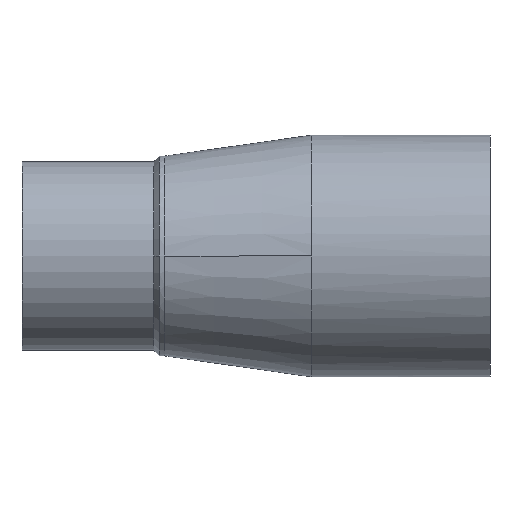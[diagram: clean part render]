
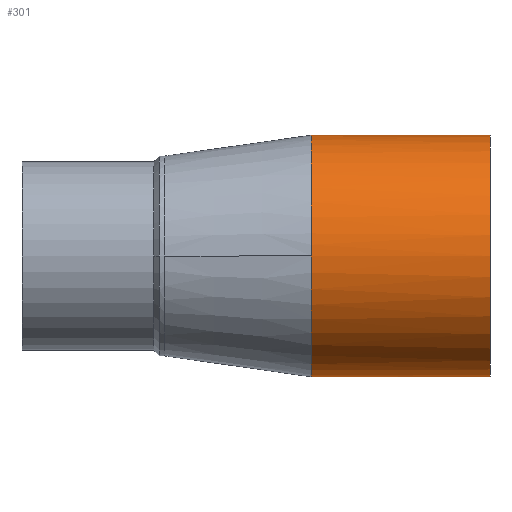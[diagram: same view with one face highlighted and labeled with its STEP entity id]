
A CAD part, front view. The second image highlights one B-rep face of the part: STEP entity #301.
In plain terms, the highlighted cylindrical face has radius 80 mm (diameter 160 mm), a partial arc.
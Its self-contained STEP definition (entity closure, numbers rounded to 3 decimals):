
#139 = VERTEX_POINT( '', #354 );
#159 = EDGE_CURVE( '', #261, #213, #376, .T. );
#175 = EDGE_CURVE( '', #205, #261, #394, .T. );
#195 = EDGE_CURVE( '', #311, #205, #416, .T. );
#197 = EDGE_CURVE( '', #139, #311, #418, .T. );
#205 = VERTEX_POINT( '', #426 );
#213 = VERTEX_POINT( '', #434 );
#261 = VERTEX_POINT( '', #487 );
#291 = EDGE_CURVE( '', #213, #139, #522, .T. );
#301 = ADVANCED_FACE( '', ( #533 ), #534, .T. );
#311 = VERTEX_POINT( '', #545 );
#354 = CARTESIAN_POINT( '', ( 191.5, 0., 80. ) );
#376 = CIRCLE( '', #965, 80. );
#394 = LINE( '', #986, #987 );
#416 = B_SPLINE_CURVE_WITH_KNOTS( '', 3, ( #1310, #1311, #1312, #1313, #1314, #1315, #1316, #1317, #1318, #1319, #1320 ), .UNSPECIFIED., .F., .F., ( 4, 1, 1, 1, 1, 1, 1, 1, 4 ), ( 3.142, 3.338, 3.534, 3.731, 3.927, 4.123, 4.32, 4.516, 4.712 ), .UNSPECIFIED. );
#418 = B_SPLINE_CURVE_WITH_KNOTS( '', 3, ( #1323, #1324, #1325, #1326, #1327, #1328, #1329, #1330, #1331, #1332, #1333 ), .UNSPECIFIED., .F., .F., ( 4, 1, 1, 1, 1, 1, 1, 1, 4 ), ( 1.571, 1.767, 1.963, 2.16, 2.356, 2.553, 2.749, 2.945, 3.142 ), .UNSPECIFIED. );
#426 = CARTESIAN_POINT( '', ( 191.5, 0., -80. ) );
#434 = CARTESIAN_POINT( '', ( 310., 0., 80. ) );
#487 = CARTESIAN_POINT( '', ( 310., 0., -80. ) );
#522 = LINE( '', #2062, #2063 );
#533 = FACE_OUTER_BOUND( '', #2084, .T. );
#534 = CYLINDRICAL_SURFACE( '', #2085, 80. );
#545 = CARTESIAN_POINT( '', ( 191.5, -80., 0. ) );
#965 = AXIS2_PLACEMENT_3D( '', #2154, #2155, #2156 );
#986 = CARTESIAN_POINT( '', ( 191.5, 0., -80. ) );
#987 = VECTOR( '', #2171, 1. );
#1310 = CARTESIAN_POINT( '', ( 191.5, -80., 0. ) );
#1311 = CARTESIAN_POINT( '', ( 191.5, -80., -5.236 ) );
#1312 = CARTESIAN_POINT( '', ( 191.5, -78.969, -15.708 ) );
#1313 = CARTESIAN_POINT( '', ( 191.5, -74.387, -30.812 ) );
#1314 = CARTESIAN_POINT( '', ( 191.5, -66.946, -44.732 ) );
#1315 = CARTESIAN_POINT( '', ( 191.5, -56.933, -56.933 ) );
#1316 = CARTESIAN_POINT( '', ( 191.5, -44.732, -66.946 ) );
#1317 = CARTESIAN_POINT( '', ( 191.5, -30.812, -74.387 ) );
#1318 = CARTESIAN_POINT( '', ( 191.5, -15.708, -78.969 ) );
#1319 = CARTESIAN_POINT( '', ( 191.5, -5.236, -80. ) );
#1320 = CARTESIAN_POINT( '', ( 191.5, 0., -80. ) );
#1323 = CARTESIAN_POINT( '', ( 191.5, 0., 80. ) );
#1324 = CARTESIAN_POINT( '', ( 191.5, -5.236, 80. ) );
#1325 = CARTESIAN_POINT( '', ( 191.5, -15.708, 78.969 ) );
#1326 = CARTESIAN_POINT( '', ( 191.5, -30.812, 74.387 ) );
#1327 = CARTESIAN_POINT( '', ( 191.5, -44.732, 66.946 ) );
#1328 = CARTESIAN_POINT( '', ( 191.5, -56.933, 56.933 ) );
#1329 = CARTESIAN_POINT( '', ( 191.5, -66.946, 44.732 ) );
#1330 = CARTESIAN_POINT( '', ( 191.5, -74.387, 30.812 ) );
#1331 = CARTESIAN_POINT( '', ( 191.5, -78.969, 15.708 ) );
#1332 = CARTESIAN_POINT( '', ( 191.5, -80., 5.236 ) );
#1333 = CARTESIAN_POINT( '', ( 191.5, -80., 0. ) );
#2062 = CARTESIAN_POINT( '', ( 191.5, 0., 80. ) );
#2063 = VECTOR( '', #2296, 1. );
#2084 = EDGE_LOOP( '', ( #2309, #2310, #2311, #2312, #2313 ) );
#2085 = AXIS2_PLACEMENT_3D( '', #2314, #2315, #2316 );
#2154 = CARTESIAN_POINT( '', ( 310., 0., 0. ) );
#2155 = DIRECTION( '', ( -1., 0., 0. ) );
#2156 = DIRECTION( '', ( 0., 0., -1. ) );
#2171 = DIRECTION( '', ( 1., 0., 0. ) );
#2296 = DIRECTION( '', ( -1., 0., 0. ) );
#2309 = ORIENTED_EDGE( '', *, *, #175, .T. );
#2310 = ORIENTED_EDGE( '', *, *, #159, .T. );
#2311 = ORIENTED_EDGE( '', *, *, #291, .T. );
#2312 = ORIENTED_EDGE( '', *, *, #197, .T. );
#2313 = ORIENTED_EDGE( '', *, *, #195, .T. );
#2314 = CARTESIAN_POINT( '', ( 191.5, 0., 0. ) );
#2315 = DIRECTION( '', ( -1., 0., 0. ) );
#2316 = DIRECTION( '', ( 0., 0., -1. ) );
